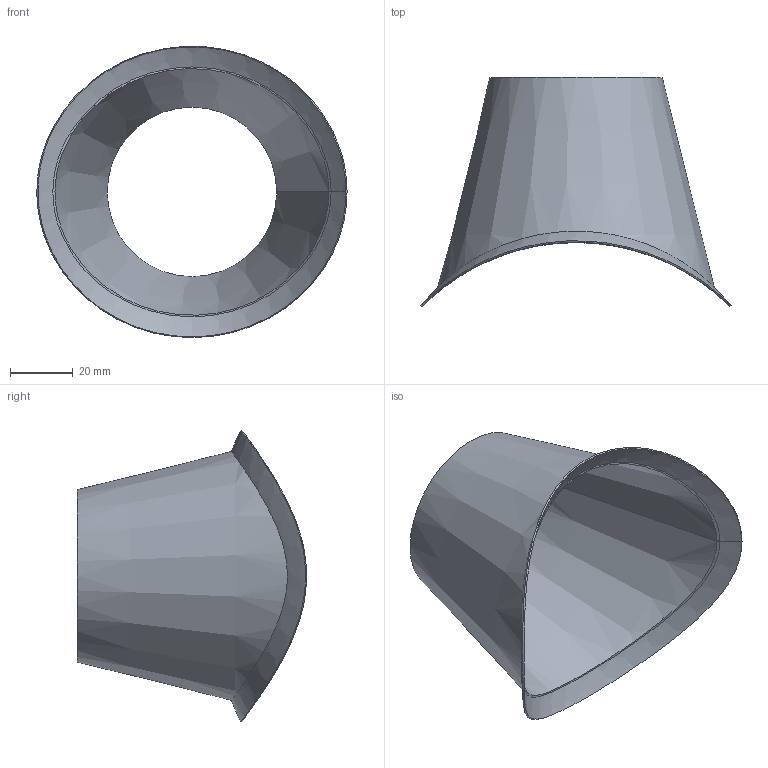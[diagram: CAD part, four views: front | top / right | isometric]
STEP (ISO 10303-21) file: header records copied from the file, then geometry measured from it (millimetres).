
FILE_DESCRIPTION((''),'2;1');
FILE_NAME('HTM-125.stp','2014-04-03T07:58:34',(''),(''),'Autodesk Inventor 2013','Autodesk Inventor 2013','');
FILE_SCHEMA(('AUTOMOTIVE_DESIGN { 1 2 10303 214 0 1 1 1 }'));
Length unit declared in the file: millimetre
Products named in the file (1): HTM-125
Bounding box: 98.81 x 72.98 x 92.76 mm (x, y, z)
Volume: 7544.9 mm3; surface area: 30298.6 mm2
Topology: 1 solids, 1 shells, 11 faces, 25 edges, 16 vertices
Faces by surface type: plane 4, bspline 3, cone 3, cylinder 1
Entity records: 1306 total; most frequent: CARTESIAN_POINT 1027, ORIENTED_EDGE 50, DIRECTION 44, EDGE_CURVE 25, AXIS2_PLACEMENT_3D 17, VERTEX_POINT 16, STYLED_ITEM 12, EDGE_LOOP 11
